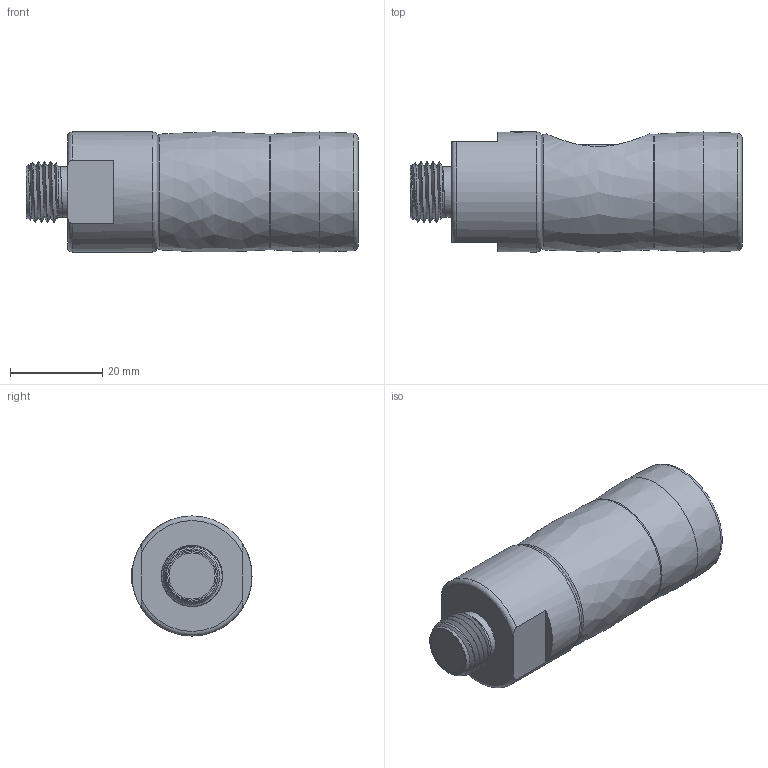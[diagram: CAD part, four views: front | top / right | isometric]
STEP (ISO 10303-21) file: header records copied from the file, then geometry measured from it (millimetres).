
FILE_DESCRIPTION(/* description */ (''),/* implementation_level */ '2;1');
FILE_NAME(/* name */ '26KPAW13APX.stp',/* time_stamp */ '2020-02-14T07:41:13+01:00',/* author */ ('IA176480'),/* organization */ (''),/* preprocessor_version */ 'ST-DEVELOPER v17',/* originating_system */ 'Autodesk Inventor 2019',/* authorisation */ '');
FILE_SCHEMA (('AUTOMOTIVE_DESIGN { 1 0 10303 214 3 1 1 }'));
Length unit declared in the file: millimetre
Products named in the file (1): 26KPAW13APX
Bounding box: 71.9 x 26 x 26 mm (x, y, z)
Volume: 39938.3 mm3; surface area: 27473.5 mm2
Topology: 39 solids, 39 shells, 267 faces, 740 edges, 507 vertices
Faces by surface type: cylinder 86, plane 77, cone 45, sphere 26, torus 18, bspline 15
Full cylindrical faces by diameter (mm): 3.5 x1, 4 x11, 6.5 x1, 6.6 x1, 7 x1, 9 x1, 9.2 x1, 9.4 x1, 9.6 x3, 9.65 x1, 10.1 x2, 10.515 x1, 11 x1, 11.75 x1, 12.05 x1, 12.1 x1, 12.25 x1, 12.4 x3, 12.8 x1, 13.2 x2, 13.6 x1, 14.6 x1, 15 x1, 15.8 x2, 16.191 x1, 16.5 x1, 16.6 x1, 17.8 x1, 17.9 x2, 18.1 x4
Entity records: 17014 total; most frequent: CARTESIAN_POINT 10316, ORIENTED_EDGE 1378, DIRECTION 1373, EDGE_CURVE 689, AXIS2_PLACEMENT_3D 590, VERTEX_POINT 507, CIRCLE 333, EDGE_LOOP 308
